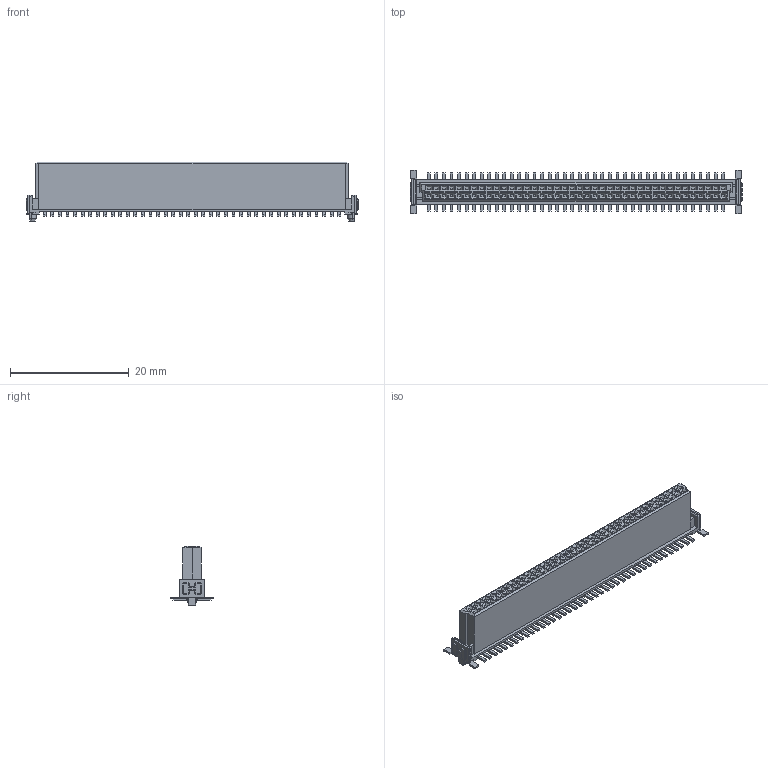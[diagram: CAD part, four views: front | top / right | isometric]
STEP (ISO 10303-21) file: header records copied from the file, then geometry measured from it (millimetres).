
FILE_DESCRIPTION(('CATIA V5 STEP Exchange','CAx-IF Rec.Pracs.--- Model Styling and Organization---1.4--- 2014-01-23'),'2;1');
FILE_NAME ('D1463923_0_2747420000_2747420000.stp','2020-10-05T10:08:23+00:00',('none'),('Weidmueller'),'CATIA Version 5-6 Release 2016 SP3 HF44','CATIA V5 STEP AP214','none');
FILE_SCHEMA(('AUTOMOTIVE_DESIGN { 1 0 10303 214 1 1 1 1 }'));
Products named in the file (1): 2747420000
Bounding box: 55.88 x 7.4 x 10.08 mm (x, y, z)
Volume: 1401.6 mm3; surface area: 1948.2 mm2
Topology: 1 solids, 1 shells, 2360 faces, 6112 edges, 4000 vertices
Faces by surface type: plane 1454, cylinder 472, bspline 252, torus 160, cone 22
Entity records: 94068 total; most frequent: CARTESIAN_POINT 41100, ORIENTED_EDGE 12224, DIRECTION 7838, EDGE_CURVE 6112, VECTOR 4308, LINE 4308, VERTEX_POINT 4000, EDGE_LOOP 2606
